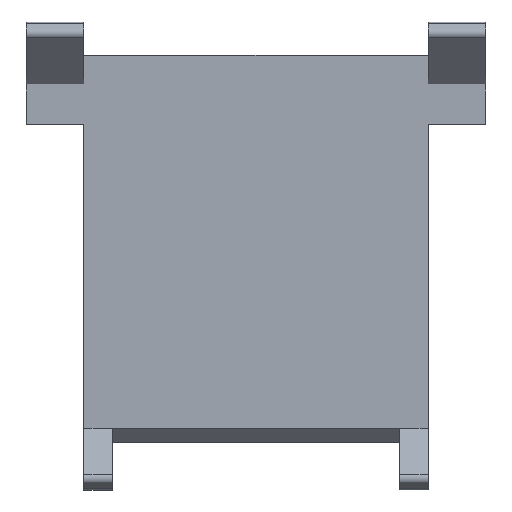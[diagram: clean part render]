
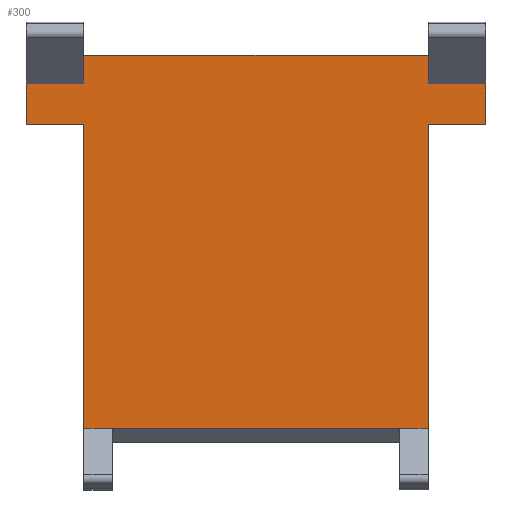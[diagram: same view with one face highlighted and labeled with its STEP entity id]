
A CAD part, top view. The second image highlights one B-rep face of the part: STEP entity #300.
In plain terms, the highlighted planar face has unit normal (0, 0, 1).
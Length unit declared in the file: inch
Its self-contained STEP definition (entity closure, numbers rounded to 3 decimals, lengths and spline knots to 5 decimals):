
#4 = ORIENTED_EDGE ( 'NONE', *, *, #494, .T. ) ;
#39 = LINE ( 'NONE', #804, #511 ) ;
#47 = CARTESIAN_POINT ( 'NONE',  ( 7., 6., 0.5 ) ) ;
#60 = VECTOR ( 'NONE', #906, 39.37008 ) ;
#69 = VERTEX_POINT ( 'NONE', #1039 ) ;
#78 = VECTOR ( 'NONE', #644, 39.37008 ) ;
#84 = VERTEX_POINT ( 'NONE', #47 ) ;
#95 = VECTOR ( 'NONE', #690, 39.37008 ) ;
#101 = CARTESIAN_POINT ( 'NONE',  ( 0., 5.28618, 0.5 ) ) ;
#124 = EDGE_CURVE ( 'NONE', #84, #601, #530, .T. ) ;
#130 = CARTESIAN_POINT ( 'NONE',  ( 6., 0., 0.5 ) ) ;
#140 = VERTEX_POINT ( 'NONE', #962 ) ;
#171 = ORIENTED_EDGE ( 'NONE', *, *, #945, .T. ) ;
#172 = DIRECTION ( 'NONE',  ( 0., -1., 0. ) ) ;
#199 = DIRECTION ( 'NONE',  ( 1., 0., 0. ) ) ;
#212 = CARTESIAN_POINT ( 'NONE',  ( 7.71564, 6.5, 0.5 ) ) ;
#229 = CARTESIAN_POINT ( 'NONE',  ( 0.5, 0., 0.5 ) ) ;
#246 = ORIENTED_EDGE ( 'NONE', *, *, #811, .T. ) ;
#249 = CARTESIAN_POINT ( 'NONE',  ( 7., 5.28618, 0.5 ) ) ;
#257 = CARTESIAN_POINT ( 'NONE',  ( 7., 0., 0.5 ) ) ;
#270 = CARTESIAN_POINT ( 'NONE',  ( 0., 6., 0.5 ) ) ;
#300 = ADVANCED_FACE ( 'NONE', ( #549 ), #756, .F. ) ;
#305 = DIRECTION ( 'NONE',  ( -1., 0., 0. ) ) ;
#321 = ORIENTED_EDGE ( 'NONE', *, *, #1318, .F. ) ;
#329 = VECTOR ( 'NONE', #1125, 39.37008 ) ;
#348 = EDGE_LOOP ( 'NONE', ( #4, #1310, #171, #588, #687, #321, #867, #360, #717, #401, #1343, #1416, #763, #246 ) ) ;
#360 = ORIENTED_EDGE ( 'NONE', *, *, #637, .T. ) ;
#366 = VERTEX_POINT ( 'NONE', #130 ) ;
#379 = VECTOR ( 'NONE', #581, 39.37008 ) ;
#391 = EDGE_CURVE ( 'NONE', #988, #737, #418, .T. ) ;
#401 = ORIENTED_EDGE ( 'NONE', *, *, #664, .F. ) ;
#418 = LINE ( 'NONE', #229, #60 ) ;
#448 = VECTOR ( 'NONE', #1256, 39.37008 ) ;
#463 = AXIS2_PLACEMENT_3D ( 'NONE', #1206, #548, #873 ) ;
#476 = DIRECTION ( 'NONE',  ( 0., 1., 0. ) ) ;
#478 = LINE ( 'NONE', #610, #448 ) ;
#494 = EDGE_CURVE ( 'NONE', #366, #69, #1141, .T. ) ;
#510 = VECTOR ( 'NONE', #1297, 39.37008 ) ;
#511 = VECTOR ( 'NONE', #921, 39.37008 ) ;
#529 = VECTOR ( 'NONE', #1026, 39.37008 ) ;
#530 = LINE ( 'NONE', #848, #964 ) ;
#548 = DIRECTION ( 'NONE',  ( 0., 0., -1. ) ) ;
#549 = FACE_OUTER_BOUND ( 'NONE', #348, .T. ) ;
#571 = EDGE_CURVE ( 'NONE', #601, #140, #1249, .T. ) ;
#574 = VERTEX_POINT ( 'NONE', #1136 ) ;
#581 = DIRECTION ( 'NONE',  ( 0., 1., 0. ) ) ;
#588 = ORIENTED_EDGE ( 'NONE', *, *, #124, .T. ) ;
#591 = CARTESIAN_POINT ( 'NONE',  ( 6., 6., 0.5 ) ) ;
#594 = EDGE_CURVE ( 'NONE', #981, #638, #39, .T. ) ;
#601 = VERTEX_POINT ( 'NONE', #591 ) ;
#607 = CARTESIAN_POINT ( 'NONE',  ( 0., 7.0764, 0.5 ) ) ;
#610 = CARTESIAN_POINT ( 'NONE',  ( 7., 5.28618, 0.5 ) ) ;
#621 = CARTESIAN_POINT ( 'NONE',  ( 0., 0., 0.5 ) ) ;
#637 = EDGE_CURVE ( 'NONE', #1035, #638, #1266, .T. ) ;
#638 = VERTEX_POINT ( 'NONE', #946 ) ;
#644 = DIRECTION ( 'NONE',  ( 1., 0., 0. ) ) ;
#664 = EDGE_CURVE ( 'NONE', #886, #981, #478, .T. ) ;
#687 = ORIENTED_EDGE ( 'NONE', *, *, #571, .T. ) ;
#690 = DIRECTION ( 'NONE',  ( 0., 1., 0. ) ) ;
#692 = CARTESIAN_POINT ( 'NONE',  ( 5.5, 0., 0.5 ) ) ;
#697 = VECTOR ( 'NONE', #476, 39.37008 ) ;
#710 = CARTESIAN_POINT ( 'NONE',  ( 0.5, 0., 0.5 ) ) ;
#713 = LINE ( 'NONE', #621, #1319 ) ;
#717 = ORIENTED_EDGE ( 'NONE', *, *, #594, .F. ) ;
#737 = VERTEX_POINT ( 'NONE', #710 ) ;
#756 = PLANE ( 'NONE',  #463 ) ;
#763 = ORIENTED_EDGE ( 'NONE', *, *, #391, .F. ) ;
#789 = EDGE_CURVE ( 'NONE', #886, #900, #798, .T. ) ;
#790 = CARTESIAN_POINT ( 'NONE',  ( 0., 0., 0.5 ) ) ;
#798 = LINE ( 'NONE', #1151, #510 ) ;
#804 = CARTESIAN_POINT ( 'NONE',  ( -1., 0., 0.5 ) ) ;
#811 = EDGE_CURVE ( 'NONE', #988, #366, #713, .T. ) ;
#816 = LINE ( 'NONE', #249, #529 ) ;
#824 = VERTEX_POINT ( 'NONE', #1084 ) ;
#848 = CARTESIAN_POINT ( 'NONE',  ( 0., 6., 0.5 ) ) ;
#867 = ORIENTED_EDGE ( 'NONE', *, *, #1153, .T. ) ;
#873 = DIRECTION ( 'NONE',  ( -1., 0., 0. ) ) ;
#886 = VERTEX_POINT ( 'NONE', #101 ) ;
#900 = VERTEX_POINT ( 'NONE', #790 ) ;
#906 = DIRECTION ( 'NONE',  ( -1., 0., 0. ) ) ;
#921 = DIRECTION ( 'NONE',  ( 0., 1., 0. ) ) ;
#937 = EDGE_CURVE ( 'NONE', #574, #69, #816, .T. ) ;
#942 = EDGE_CURVE ( 'NONE', #900, #737, #1013, .T. ) ;
#945 = EDGE_CURVE ( 'NONE', #574, #84, #1083, .T. ) ;
#946 = CARTESIAN_POINT ( 'NONE',  ( -1., 6., 0.5 ) ) ;
#962 = CARTESIAN_POINT ( 'NONE',  ( 6., 6.5, 0.5 ) ) ;
#964 = VECTOR ( 'NONE', #305, 39.37008 ) ;
#981 = VERTEX_POINT ( 'NONE', #1239 ) ;
#988 = VERTEX_POINT ( 'NONE', #692 ) ;
#1013 = LINE ( 'NONE', #1341, #329 ) ;
#1026 = DIRECTION ( 'NONE',  ( -1., 0., 0. ) ) ;
#1034 = CARTESIAN_POINT ( 'NONE',  ( 6., 7.0764, 0.5 ) ) ;
#1035 = VERTEX_POINT ( 'NONE', #1147 ) ;
#1039 = CARTESIAN_POINT ( 'NONE',  ( 6., 5.28618, 0.5 ) ) ;
#1083 = LINE ( 'NONE', #257, #697 ) ;
#1084 = CARTESIAN_POINT ( 'NONE',  ( 0., 6.5, 0.5 ) ) ;
#1109 = LINE ( 'NONE', #607, #1229 ) ;
#1125 = DIRECTION ( 'NONE',  ( 1., 0., 0. ) ) ;
#1136 = CARTESIAN_POINT ( 'NONE',  ( 7., 5.28618, 0.5 ) ) ;
#1141 = LINE ( 'NONE', #1362, #379 ) ;
#1147 = CARTESIAN_POINT ( 'NONE',  ( 0., 6., 0.5 ) ) ;
#1151 = CARTESIAN_POINT ( 'NONE',  ( 0., 0., 0.5 ) ) ;
#1153 = EDGE_CURVE ( 'NONE', #824, #1035, #1109, .T. ) ;
#1206 = CARTESIAN_POINT ( 'NONE',  ( 0., 0., 0.5 ) ) ;
#1229 = VECTOR ( 'NONE', #172, 39.37008 ) ;
#1239 = CARTESIAN_POINT ( 'NONE',  ( -1., 5.28618, 0.5 ) ) ;
#1249 = LINE ( 'NONE', #1034, #95 ) ;
#1256 = DIRECTION ( 'NONE',  ( -1., 0., 0. ) ) ;
#1266 = LINE ( 'NONE', #270, #1389 ) ;
#1297 = DIRECTION ( 'NONE',  ( 0., -1., 0. ) ) ;
#1310 = ORIENTED_EDGE ( 'NONE', *, *, #937, .F. ) ;
#1318 = EDGE_CURVE ( 'NONE', #824, #140, #1368, .T. ) ;
#1319 = VECTOR ( 'NONE', #199, 39.37008 ) ;
#1341 = CARTESIAN_POINT ( 'NONE',  ( 0., 0., 0.5 ) ) ;
#1343 = ORIENTED_EDGE ( 'NONE', *, *, #789, .T. ) ;
#1362 = CARTESIAN_POINT ( 'NONE',  ( 6., 0., 0.5 ) ) ;
#1368 = LINE ( 'NONE', #212, #78 ) ;
#1382 = DIRECTION ( 'NONE',  ( -1., 0., 0. ) ) ;
#1389 = VECTOR ( 'NONE', #1382, 39.37008 ) ;
#1416 = ORIENTED_EDGE ( 'NONE', *, *, #942, .T. ) ;
